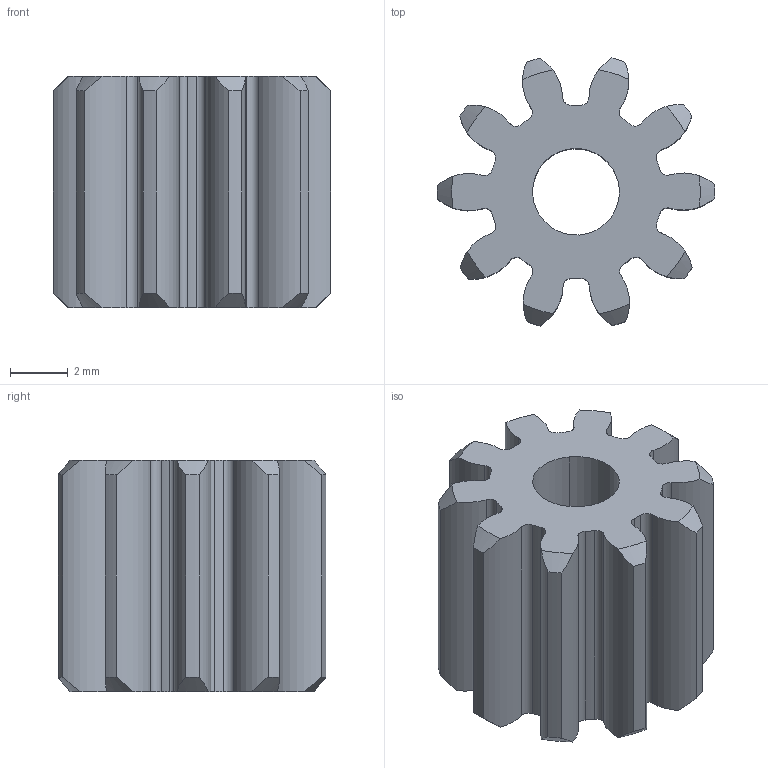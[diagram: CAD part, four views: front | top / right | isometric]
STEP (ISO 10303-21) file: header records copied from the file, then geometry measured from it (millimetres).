
FILE_DESCRIPTION (( 'STEP AP214' ), '1' );
FILE_NAME ('Pignon tst.STEP', '2025-10-03T07:54:03', ( '' ), ( '' ), 'SwSTEP 2.0', 'SolidWorks 2024', '' );
FILE_SCHEMA (( 'AUTOMOTIVE_DESIGN' ));
Length unit declared in the file: millimetre
Products named in the file (3): pignon_1.STEP; Pignon.STEP; Pignon tst
Assembly tree (2 placements, depth 3):
  Pignon tst
    Pignon.STEP
      pignon_1.STEP
Bounding box: 9.6 x 9.27 x 8 mm (x, y, z)
Volume: 328.8 mm3; surface area: 549.6 mm2
Topology: 1 solids, 1 shells, 95 faces, 279 edges, 186 vertices
Faces by surface type: cylinder 73, cone 20, plane 2
Entity records: 3384 total; most frequent: CARTESIAN_POINT 698, DIRECTION 599, ORIENTED_EDGE 558, EDGE_CURVE 279, AXIS2_PLACEMENT_3D 263, VERTEX_POINT 186, CIRCLE 162, EDGE_LOOP 97
